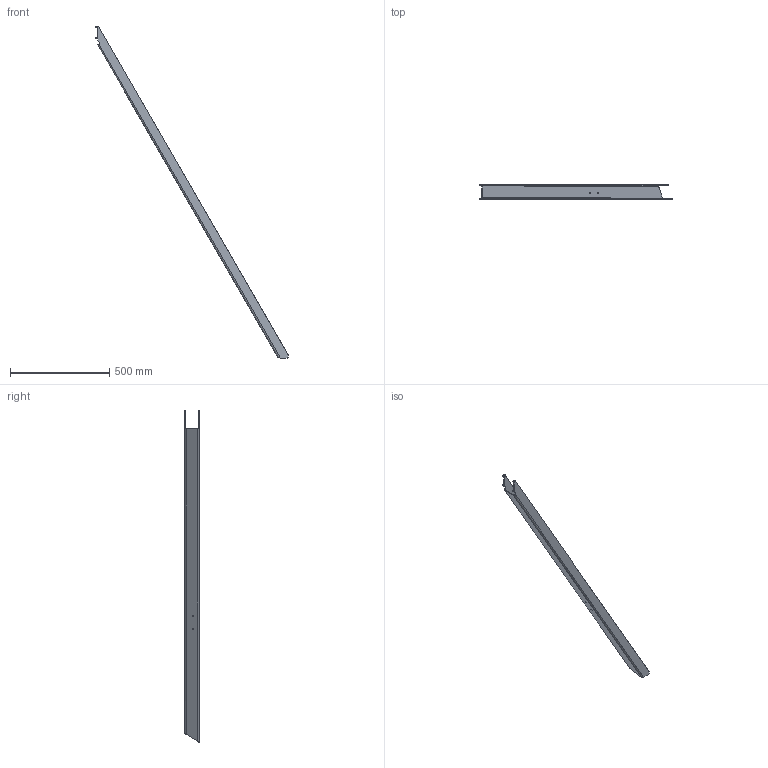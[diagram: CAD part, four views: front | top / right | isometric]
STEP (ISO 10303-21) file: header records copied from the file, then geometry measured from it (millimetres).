
FILE_DESCRIPTION (( 'STEP AP203' ), '1' );
FILE_NAME ('CV03-TR-01_REV_B.step', '2025-09-06T14:11:37', ( '' ), ( '' ), 'SwSTEP 2.0', 'SolidWorks 2024', '' );
FILE_SCHEMA (( 'CONFIG_CONTROL_DESIGN' ));
Length unit declared in the file: millimetre
Products named in the file (1): CV03-TR-01_REV_B
Bounding box: 965.5 x 75 x 1668.91 mm (x, y, z)
Volume: 1183412.5 mm3; surface area: 609079.5 mm2
Topology: 1 solids, 1 shells, 62 faces, 164 edges, 104 vertices
Faces by surface type: plane 39, cylinder 21, bspline 2
Entity records: 2153 total; most frequent: CARTESIAN_POINT 523, ORIENTED_EDGE 328, DIRECTION 316, EDGE_CURVE 164, VECTOR 118, LINE 118, VERTEX_POINT 104, AXIS2_PLACEMENT_3D 99
